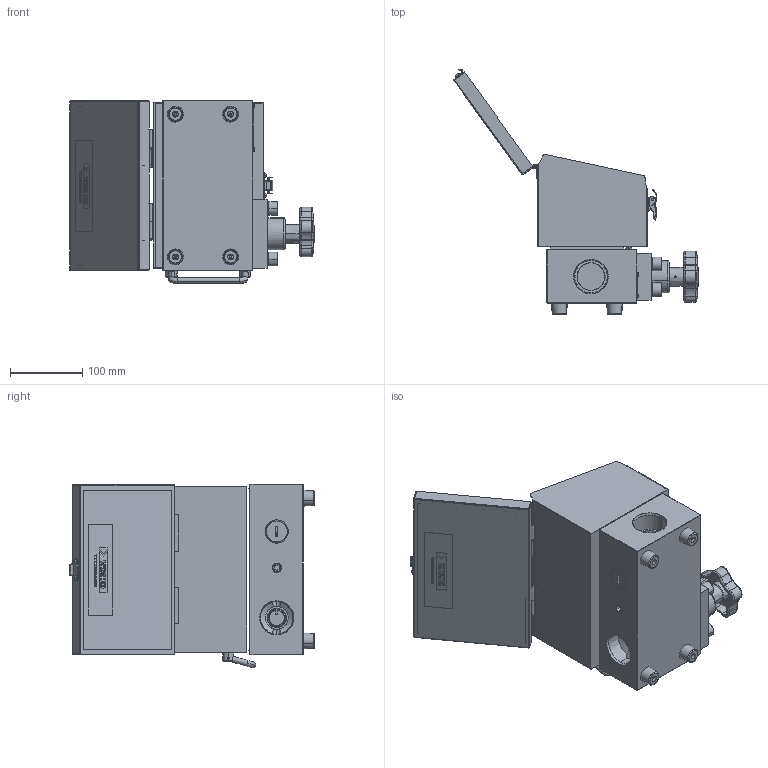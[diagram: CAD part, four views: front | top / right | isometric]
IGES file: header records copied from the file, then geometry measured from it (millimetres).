
Start section: SolidWorks IGES file using analytic representation for surfaces
Global section: file name: ECA'DHT08-S-L DIGITAL HYDRAULIC TESTER 3D MODEL.IGS; native system: SolidWorks 2023; preprocessor: SolidWorks 2023; author: jjt; date: 240510.142628; units: millimetre
Bounding box: 336.95 x 338.57 x 252.87 mm (x, y, z)
Surface area: 521458.3 mm2 (no closed solid volume)
Topology: 0 solids, 0 shells, 785 faces, 12708 edges, 12708 vertices
Faces by surface type: bspline 516, revolution 269
